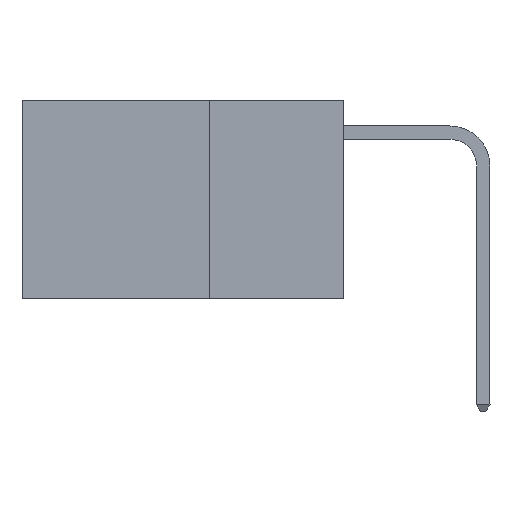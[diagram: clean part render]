
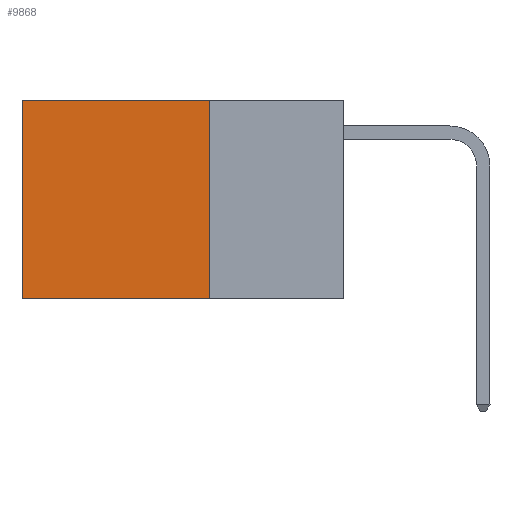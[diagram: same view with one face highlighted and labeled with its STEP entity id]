
A CAD part, left-side view. The second image highlights one B-rep face of the part: STEP entity #9868.
In plain terms, the highlighted planar face has unit normal (-1, 0, 0).
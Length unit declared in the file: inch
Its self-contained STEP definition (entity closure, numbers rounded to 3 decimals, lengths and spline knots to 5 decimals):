
#125 = EDGE_LOOP ( 'NONE', ( #1432, #7007, #4423, #9007 ) ) ;
#726 = CARTESIAN_POINT ( 'NONE',  ( 0.2625, 0.25, 0. ) ) ;
#790 = LINE ( 'NONE', #6652, #9415 ) ;
#856 = LINE ( 'NONE', #9224, #5529 ) ;
#1432 = ORIENTED_EDGE ( 'NONE', *, *, #9326, .T. ) ;
#1676 = CARTESIAN_POINT ( 'NONE',  ( 0.2625, 0.6, 0. ) ) ;
#1855 = VERTEX_POINT ( 'NONE', #8969 ) ;
#2673 = VERTEX_POINT ( 'NONE', #3835 ) ;
#3835 = CARTESIAN_POINT ( 'NONE',  ( 0.2625, 0.25, -0.37 ) ) ;
#4006 = LINE ( 'NONE', #726, #5540 ) ;
#4119 = DIRECTION ( 'NONE',  ( 0., 0., -1. ) ) ;
#4289 = DIRECTION ( 'NONE',  ( 0., 1., 0. ) ) ;
#4423 = ORIENTED_EDGE ( 'NONE', *, *, #8413, .F. ) ;
#4726 = CARTESIAN_POINT ( 'NONE',  ( 0.2625, 0.6, -0.37 ) ) ;
#5529 = VECTOR ( 'NONE', #4289, 39.37008 ) ;
#5540 = VECTOR ( 'NONE', #9103, 39.37008 ) ;
#5686 = DIRECTION ( 'NONE',  ( 0., 1., 0. ) ) ;
#6061 = EDGE_CURVE ( 'NONE', #2673, #6407, #856, .T. ) ;
#6067 = VERTEX_POINT ( 'NONE', #1676 ) ;
#6407 = VERTEX_POINT ( 'NONE', #4726 ) ;
#6652 = CARTESIAN_POINT ( 'NONE',  ( 0.2625, 0.6, 0. ) ) ;
#6847 = CARTESIAN_POINT ( 'NONE',  ( 0.2625, 0.25, 0. ) ) ;
#7007 = ORIENTED_EDGE ( 'NONE', *, *, #6061, .F. ) ;
#7331 = AXIS2_PLACEMENT_3D ( 'NONE', #6847, #9259, #9356 ) ;
#7500 = VECTOR ( 'NONE', #5686, 39.37008 ) ;
#7570 = FACE_OUTER_BOUND ( 'NONE', #125, .T. ) ;
#7681 = PLANE ( 'NONE',  #7331 ) ;
#8413 = EDGE_CURVE ( 'NONE', #1855, #2673, #4006, .T. ) ;
#8743 = EDGE_CURVE ( 'NONE', #1855, #6067, #9685, .T. ) ;
#8969 = CARTESIAN_POINT ( 'NONE',  ( 0.2625, 0.25, 0. ) ) ;
#9007 = ORIENTED_EDGE ( 'NONE', *, *, #8743, .T. ) ;
#9103 = DIRECTION ( 'NONE',  ( 0., 0., -1. ) ) ;
#9224 = CARTESIAN_POINT ( 'NONE',  ( 0.2625, 0.25, -0.37 ) ) ;
#9259 = DIRECTION ( 'NONE',  ( 1., 0., 0. ) ) ;
#9326 = EDGE_CURVE ( 'NONE', #6067, #6407, #790, .T. ) ;
#9356 = DIRECTION ( 'NONE',  ( 0., 0., -1. ) ) ;
#9415 = VECTOR ( 'NONE', #4119, 39.37008 ) ;
#9685 = LINE ( 'NONE', #10730, #7500 ) ;
#9868 = ADVANCED_FACE ( 'NONE', ( #7570 ), #7681, .F. ) ;
#10730 = CARTESIAN_POINT ( 'NONE',  ( 0.2625, 0.25, 0. ) ) ;
